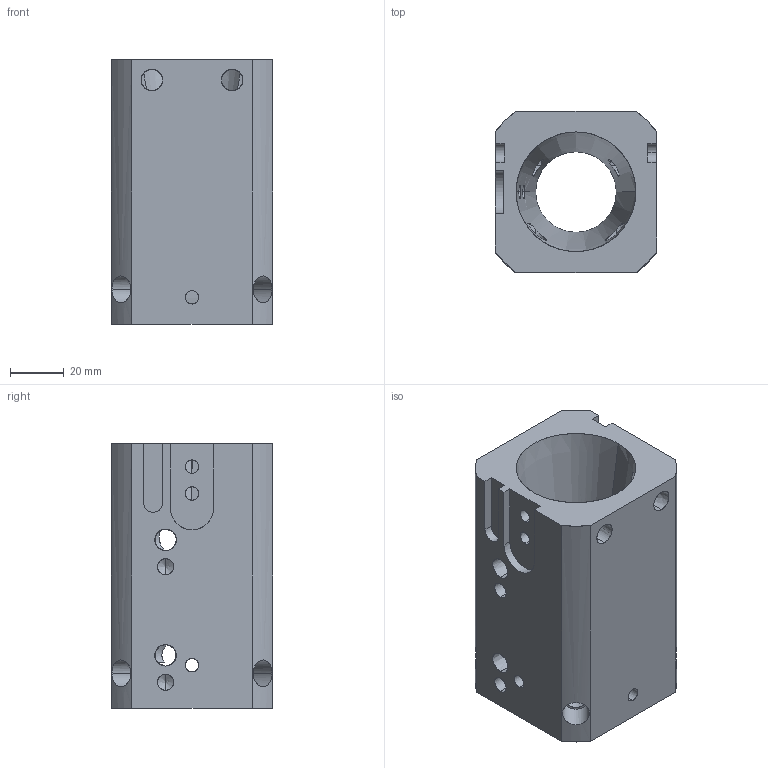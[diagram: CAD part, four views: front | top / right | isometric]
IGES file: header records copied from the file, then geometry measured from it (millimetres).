
Start section: SolidWorks IGES file using analytic representation for surfaces
Global section: file name: porte outil MX40HA.IGS; native system: SolidWorks 2018; preprocessor: SolidWorks 2018; author: gilles charmoille; date: 181026.094624; units: millimetre
Bounding box: 60 x 60 x 98.5 mm (x, y, z)
Surface area: 43415 mm2 (no closed solid volume)
Topology: 0 solids, 0 shells, 113 faces, 3153 edges, 3145 vertices
Faces by surface type: revolution 87, bspline 26
